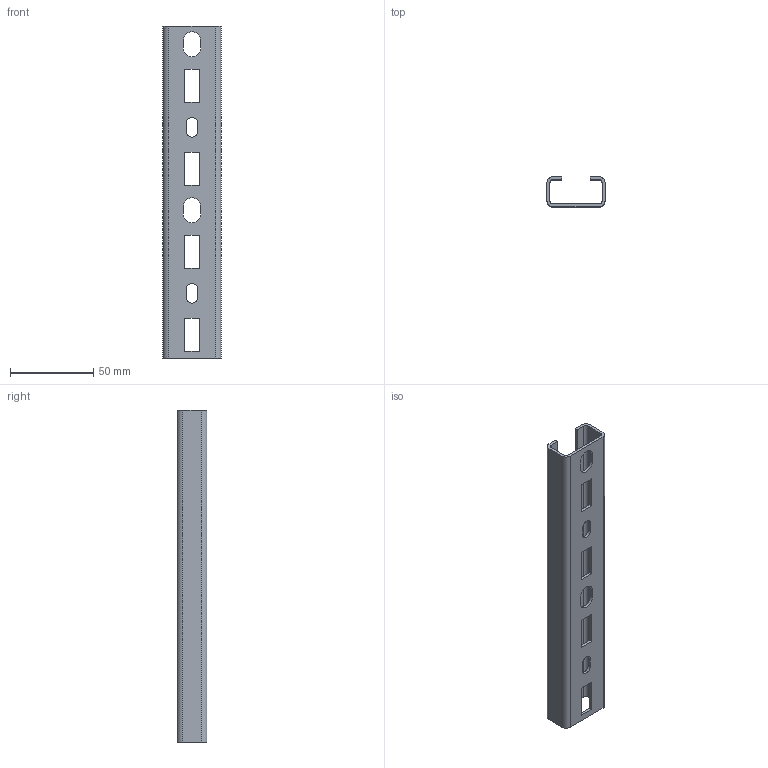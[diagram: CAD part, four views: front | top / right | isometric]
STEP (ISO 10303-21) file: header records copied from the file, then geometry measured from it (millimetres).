
FILE_DESCRIPTION((''),'2;1');
FILE_NAME('1104357','2013-11-21T',('AndreasKeweloh'),(''),'PRO/ENGINEER BY PARAMETRIC TECHNOLOGY CORPORATION, 2012360','PRO/ENGINEER BY PARAMETRIC TECHNOLOGY CORPORATION, 2012360','');
FILE_SCHEMA(('CONFIG_CONTROL_DESIGN'));
Length unit declared in the file: millimetre
Products named in the file (1): 1104357
Bounding box: 35 x 18 x 200 mm (x, y, z)
Volume: 25211.2 mm3; surface area: 30433.7 mm2
Topology: 1 solids, 1 shells, 54 faces, 156 edges, 104 vertices
Faces by surface type: plane 38, cylinder 16
Entity records: 1842 total; most frequent: CARTESIAN_POINT 314, ORIENTED_EDGE 312, DIRECTION 296, EDGE_CURVE 156, VECTOR 124, LINE 124, VERTEX_POINT 104, AXIS2_PLACEMENT_3D 86
